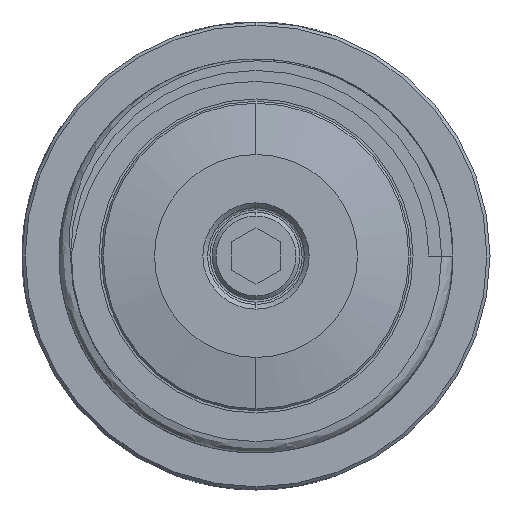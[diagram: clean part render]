
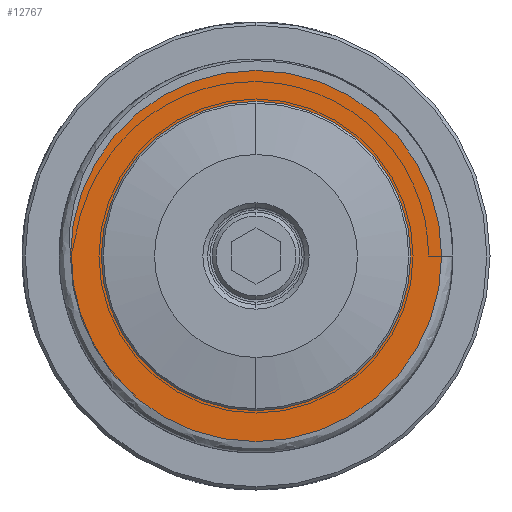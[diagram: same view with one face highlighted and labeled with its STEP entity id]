
A CAD part, left-side view. The second image highlights one B-rep face of the part: STEP entity #12767.
In plain terms, the highlighted planar face has unit normal (-1, 0, 0).
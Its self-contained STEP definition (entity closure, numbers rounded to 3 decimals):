
#7307 = AXIS2_PLACEMENT_3D ( 'NONE', #20185, #20188, #20189 ) ;
#7379 = AXIS2_PLACEMENT_3D ( 'NONE', #13488, #13491, #13492 ) ;
#7523 = AXIS2_PLACEMENT_3D ( 'NONE', #27356, #27364, #27365 ) ;
#8805 = EDGE_CURVE ( 'NONE', #16857, #16860, #18584, .T. ) ;
#8812 = EDGE_CURVE ( 'NONE', #16846, #16847, #29626, .T. ) ;
#8903 = EDGE_CURVE ( 'NONE', #16860, #16857, #18527, .T. ) ;
#8911 = EDGE_CURVE ( 'NONE', #16847, #16846, #29628, .T. ) ;
#12408 = CARTESIAN_POINT ( 'NONE',  ( -328.092, 0., -24.384 ) ) ;
#12409 = CARTESIAN_POINT ( 'NONE',  ( -328.092, 0., 24.384 ) ) ;
#12419 = CARTESIAN_POINT ( 'NONE',  ( -328.092, 0., -30.162 ) ) ;
#12422 = CARTESIAN_POINT ( 'NONE',  ( -328.092, 0., 30.163 ) ) ;
#12767 = ADVANCED_FACE ( 'NONE', ( #21562, #21886 ), #13489, .F. ) ;
#13488 = CARTESIAN_POINT ( 'NONE',  ( -328.092, -30.162, 0. ) ) ;
#13489 = PLANE ( 'NONE',  #7379 ) ;
#13491 = DIRECTION ( 'NONE',  ( 1., 0., 0. ) ) ;
#13492 = DIRECTION ( 'NONE',  ( 0., 0., -1. ) ) ;
#16846 = VERTEX_POINT ( 'NONE', #12408 ) ;
#16847 = VERTEX_POINT ( 'NONE', #12409 ) ;
#16857 = VERTEX_POINT ( 'NONE', #12419 ) ;
#16860 = VERTEX_POINT ( 'NONE', #12422 ) ;
#18527 = CIRCLE ( 'NONE', #7523, 30.162 ) ;
#18584 = CIRCLE ( 'NONE', #7307, 30.162 ) ;
#19452 = EDGE_LOOP ( 'NONE', ( #29050, #29020 ) ) ;
#19755 = EDGE_LOOP ( 'NONE', ( #29025, #29060 ) ) ;
#20185 = CARTESIAN_POINT ( 'NONE',  ( -328.092, 0., 0. ) ) ;
#20188 = DIRECTION ( 'NONE',  ( 1., 0., 0. ) ) ;
#20189 = DIRECTION ( 'NONE',  ( 0., 0., -1. ) ) ;
#20329 = CARTESIAN_POINT ( 'NONE',  ( -328.092, 0., -24.384 ) ) ;
#20333 = CARTESIAN_POINT ( 'NONE',  ( -328.092, -48.768, -24.384 ) ) ;
#20334 = CARTESIAN_POINT ( 'NONE',  ( -328.092, -48.768, 24.384 ) ) ;
#20335 = CARTESIAN_POINT ( 'NONE',  ( -328.092, 0., 24.384 ) ) ;
#21562 = FACE_OUTER_BOUND ( 'NONE', #19452, .T. ) ;
#21886 = FACE_BOUND ( 'NONE', #19755, .T. ) ;
#27356 = CARTESIAN_POINT ( 'NONE',  ( -328.092, 0., 0. ) ) ;
#27364 = DIRECTION ( 'NONE',  ( 1., 0., 0. ) ) ;
#27365 = DIRECTION ( 'NONE',  ( 0., 0., -1. ) ) ;
#27384 = CARTESIAN_POINT ( 'NONE',  ( -328.092, 0., 24.384 ) ) ;
#27387 = CARTESIAN_POINT ( 'NONE',  ( -328.092, 48.768, 24.384 ) ) ;
#27388 = CARTESIAN_POINT ( 'NONE',  ( -328.092, 48.768, -24.384 ) ) ;
#27389 = CARTESIAN_POINT ( 'NONE',  ( -328.092, 0., -24.384 ) ) ;
#29020 = ORIENTED_EDGE ( 'NONE', *, *, #8903, .F. ) ;
#29025 = ORIENTED_EDGE ( 'NONE', *, *, #8911, .F. ) ;
#29050 = ORIENTED_EDGE ( 'NONE', *, *, #8805, .F. ) ;
#29060 = ORIENTED_EDGE ( 'NONE', *, *, #8812, .F. ) ;
#29626 =( BOUNDED_CURVE ( )  B_SPLINE_CURVE ( 3, ( #20329, #20333, #20334, #20335 ),
 .UNSPECIFIED., .F., .T. ) 
 B_SPLINE_CURVE_WITH_KNOTS ( ( 4, 4 ),
 ( 0.5, 1. ),
 .UNSPECIFIED. ) 
 CURVE ( )  GEOMETRIC_REPRESENTATION_ITEM ( )  RATIONAL_B_SPLINE_CURVE ( ( 1., 0.333, 0.333, 1. ) ) 
 REPRESENTATION_ITEM ( '' )  );
#29628 =( BOUNDED_CURVE ( )  B_SPLINE_CURVE ( 3, ( #27384, #27387, #27388, #27389 ),
 .UNSPECIFIED., .F., .T. ) 
 B_SPLINE_CURVE_WITH_KNOTS ( ( 4, 4 ),
 ( 0., 0.5 ),
 .UNSPECIFIED. ) 
 CURVE ( )  GEOMETRIC_REPRESENTATION_ITEM ( )  RATIONAL_B_SPLINE_CURVE ( ( 1., 0.333, 0.333, 1. ) ) 
 REPRESENTATION_ITEM ( '' )  );
